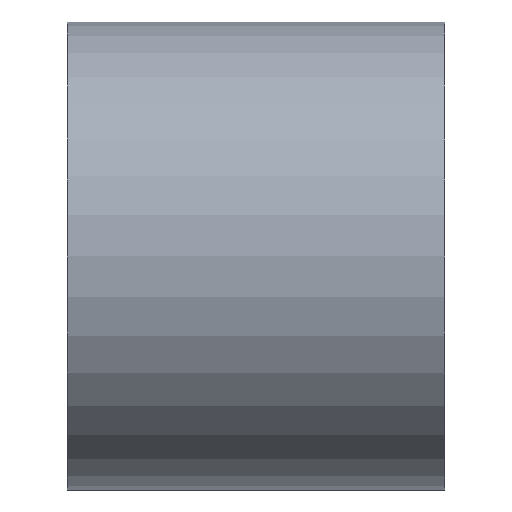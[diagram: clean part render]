
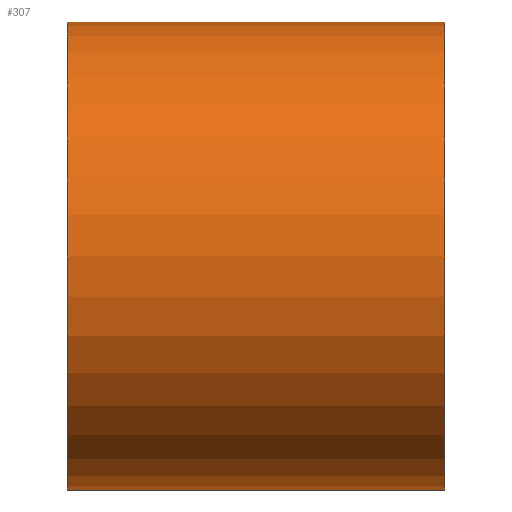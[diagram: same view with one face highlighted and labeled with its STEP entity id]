
A CAD part, left-side view. The second image highlights one B-rep face of the part: STEP entity #307.
In plain terms, the highlighted cylindrical face has radius 28.499 mm (diameter 56.998 mm), a full revolution.
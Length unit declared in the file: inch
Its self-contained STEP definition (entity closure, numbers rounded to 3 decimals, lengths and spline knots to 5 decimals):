
#49=FACE_OUTER_BOUND('',#64,.T.);
#64=EDGE_LOOP('',(#258,#259,#260,#261));
#105=LINE('',#521,#130);
#130=VECTOR('',#437,1.122);
#143=CIRCLE('',#355,1.122);
#144=CIRCLE('',#356,1.122);
#169=VERTEX_POINT('',#518);
#170=VERTEX_POINT('',#520);
#207=EDGE_CURVE('',#169,#169,#143,.T.);
#208=EDGE_CURVE('',#169,#170,#105,.T.);
#209=EDGE_CURVE('',#170,#170,#144,.T.);
#258=ORIENTED_EDGE('',*,*,#207,.F.);
#259=ORIENTED_EDGE('',*,*,#208,.T.);
#260=ORIENTED_EDGE('',*,*,#209,.F.);
#261=ORIENTED_EDGE('',*,*,#208,.F.);
#294=CYLINDRICAL_SURFACE('',#354,1.122);
#307=ADVANCED_FACE('',(#49),#294,.T.);
#354=AXIS2_PLACEMENT_3D('',#517,#433,#434);
#355=AXIS2_PLACEMENT_3D('',#519,#435,#436);
#356=AXIS2_PLACEMENT_3D('',#522,#438,#439);
#433=DIRECTION('center_axis',(0.,1.,0.));
#434=DIRECTION('ref_axis',(1.,0.,0.));
#435=DIRECTION('center_axis',(0.,1.,0.));
#436=DIRECTION('ref_axis',(1.,0.,0.));
#437=DIRECTION('',(0.,-1.,0.));
#438=DIRECTION('center_axis',(0.,-1.,0.));
#439=DIRECTION('ref_axis',(1.,0.,0.));
#517=CARTESIAN_POINT('Origin',(0.,0.,0.));
#518=CARTESIAN_POINT('',(-1.122,1.81067,0.));
#519=CARTESIAN_POINT('Origin',(0.,1.81067,0.));
#520=CARTESIAN_POINT('',(-1.122,0.,0.));
#521=CARTESIAN_POINT('',(-1.122,0.,0.));
#522=CARTESIAN_POINT('Origin',(0.,0.,0.));
